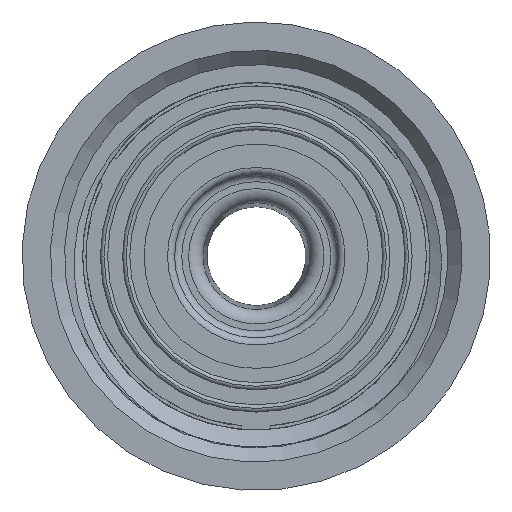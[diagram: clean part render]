
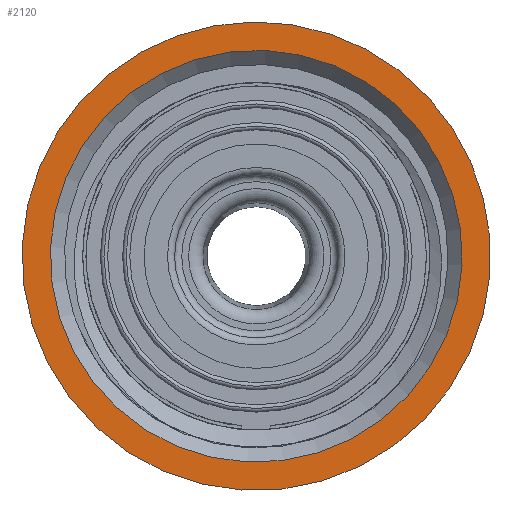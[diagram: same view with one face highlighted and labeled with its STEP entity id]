
A CAD part, front view. The second image highlights one B-rep face of the part: STEP entity #2120.
In plain terms, the highlighted planar face has unit normal (0, -1, 0).
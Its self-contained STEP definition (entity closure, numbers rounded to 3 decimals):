
#2120=ADVANCED_FACE('',(#3574,#3575),#2590,.F.);
#2590=PLANE('',#9882);
#2859=CIRCLE('',#9860,14.509);
#2861=CIRCLE('',#9864,16.5);
#3574=FACE_BOUND('',#3731,.T.);
#3575=FACE_BOUND('',#3732,.T.);
#3731=EDGE_LOOP('',(#4453));
#3732=EDGE_LOOP('',(#4454));
#4453=ORIENTED_EDGE('',*,*,#7592,.T.);
#4454=ORIENTED_EDGE('',*,*,#7594,.F.);
#6786=VERTEX_POINT('',#12768);
#6788=VERTEX_POINT('',#12774);
#7592=EDGE_CURVE('',#6786,#6786,#2859,.T.);
#7594=EDGE_CURVE('',#6788,#6788,#2861,.T.);
#9860=AXIS2_PLACEMENT_3D('',#12767,#10557,#10558);
#9864=AXIS2_PLACEMENT_3D('',#12773,#10565,#10566);
#9882=AXIS2_PLACEMENT_3D('',#12888,#10601,#10602);
#10557=DIRECTION('',(0.,1.,0.));
#10558=DIRECTION('',(-0.924,0.,0.383));
#10565=DIRECTION('',(0.,1.,0.));
#10566=DIRECTION('',(-0.924,0.,0.383));
#10601=DIRECTION('',(0.,1.,0.));
#10602=DIRECTION('',(0.924,0.,-0.383));
#12767=CARTESIAN_POINT('',(27.475,-32.491,0.447));
#12768=CARTESIAN_POINT('',(14.071,-32.491,5.999));
#12773=CARTESIAN_POINT('',(27.475,-32.491,0.447));
#12774=CARTESIAN_POINT('',(12.231,-32.491,6.761));
#12888=CARTESIAN_POINT('',(27.475,-32.491,0.447));
